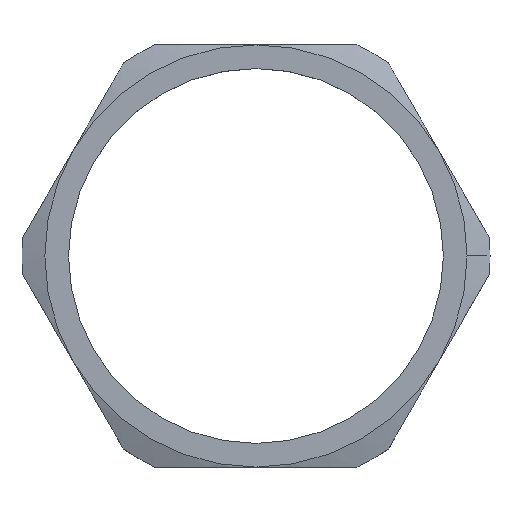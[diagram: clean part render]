
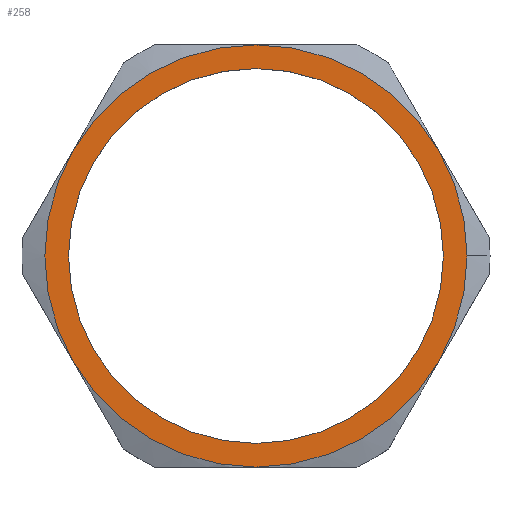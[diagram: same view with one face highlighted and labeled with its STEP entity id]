
A CAD part, top view. The second image highlights one B-rep face of the part: STEP entity #258.
In plain terms, the highlighted planar face has unit normal (0, 0, 1).
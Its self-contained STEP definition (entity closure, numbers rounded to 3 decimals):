
#1 = AXIS2_PLACEMENT_3D ( 'NONE', #385, #386, #387 ) ;
#2 = AXIS2_PLACEMENT_3D ( 'NONE', #370, #374, #375 ) ;
#5 = AXIS2_PLACEMENT_3D ( 'NONE', #382, #383, #384 ) ;
#6 = AXIS2_PLACEMENT_3D ( 'NONE', #379, #380, #381 ) ;
#10 = AXIS2_PLACEMENT_3D ( 'NONE', #376, #377, #378 ) ;
#13 = AXIS2_PLACEMENT_3D ( 'NONE', #349, #350, #351 ) ;
#15 = AXIS2_PLACEMENT_3D ( 'NONE', #343, #347, #348 ) ;
#38 = AXIS2_PLACEMENT_3D ( 'NONE', #499, #500, #501 ) ;
#48 = FACE_BOUND ( 'NONE', #724, .T. ) ;
#51 = FACE_OUTER_BOUND ( 'NONE', #718, .T. ) ;
#54 = AXIS2_PLACEMENT_3D ( 'NONE', #520, #521, #522 ) ;
#122 = AXIS2_PLACEMENT_3D ( 'NONE', #388, #389, #390 ) ;
#132 = CARTESIAN_POINT ( 'NONE',  ( 28.146, 16.25, 5.5 ) ) ;
#135 = CARTESIAN_POINT ( 'NONE',  ( 32.5, 0., 5.5 ) ) ;
#142 = CARTESIAN_POINT ( 'NONE',  ( 0., -32.5, 5.5 ) ) ;
#144 = CARTESIAN_POINT ( 'NONE',  ( 0., 32.5, 5.5 ) ) ;
#153 = CARTESIAN_POINT ( 'NONE',  ( -28.146, 16.25, 5.5 ) ) ;
#154 = CARTESIAN_POINT ( 'NONE',  ( 28.85, 0., 5.5 ) ) ;
#158 = CARTESIAN_POINT ( 'NONE',  ( -28.146, -16.25, 5.5 ) ) ;
#162 = CARTESIAN_POINT ( 'NONE',  ( -28.85, 0., 5.5 ) ) ;
#211 = EDGE_CURVE ( 'NONE', #775, #767, #261, .T. ) ;
#212 = EDGE_CURVE ( 'NONE', #748, #745, #340, .T. ) ;
#220 = EDGE_CURVE ( 'NONE', #767, #775, #305, .T. ) ;
#221 = EDGE_CURVE ( 'NONE', #742, #748, #268, .T. ) ;
#222 = EDGE_CURVE ( 'NONE', #745, #757, #306, .T. ) ;
#223 = EDGE_CURVE ( 'NONE', #757, #766, #307, .T. ) ;
#224 = EDGE_CURVE ( 'NONE', #766, #771, #310, .T. ) ;
#225 = EDGE_CURVE ( 'NONE', #771, #755, #309, .T. ) ;
#252 = EDGE_CURVE ( 'NONE', #755, #742, #308, .T. ) ;
#258 = ADVANCED_FACE ( 'NONE', ( #48, #51 ), #519, .T. ) ;
#261 = CIRCLE ( 'NONE', #15, 28.85 ) ;
#268 = CIRCLE ( 'NONE', #10, 32.5 ) ;
#305 = CIRCLE ( 'NONE', #2, 28.85 ) ;
#306 = CIRCLE ( 'NONE', #6, 32.5 ) ;
#307 = CIRCLE ( 'NONE', #5, 32.5 ) ;
#308 = CIRCLE ( 'NONE', #38, 32.5 ) ;
#309 = CIRCLE ( 'NONE', #122, 32.5 ) ;
#310 = CIRCLE ( 'NONE', #1, 32.5 ) ;
#340 = CIRCLE ( 'NONE', #13, 32.5 ) ;
#343 = CARTESIAN_POINT ( 'NONE',  ( 0., 0., 5.5 ) ) ;
#347 = DIRECTION ( 'NONE',  ( 0., 0., 1. ) ) ;
#348 = DIRECTION ( 'NONE',  ( 1., 0., 0. ) ) ;
#349 = CARTESIAN_POINT ( 'NONE',  ( 0., 0., 5.5 ) ) ;
#350 = DIRECTION ( 'NONE',  ( 0., 0., 1. ) ) ;
#351 = DIRECTION ( 'NONE',  ( 1., 0., 0. ) ) ;
#370 = CARTESIAN_POINT ( 'NONE',  ( 0., 0., 5.5 ) ) ;
#374 = DIRECTION ( 'NONE',  ( 0., 0., 1. ) ) ;
#375 = DIRECTION ( 'NONE',  ( 1., 0., 0. ) ) ;
#376 = CARTESIAN_POINT ( 'NONE',  ( 0., 0., 5.5 ) ) ;
#377 = DIRECTION ( 'NONE',  ( 0., 0., 1. ) ) ;
#378 = DIRECTION ( 'NONE',  ( 1., 0., 0. ) ) ;
#379 = CARTESIAN_POINT ( 'NONE',  ( 0., 0., 5.5 ) ) ;
#380 = DIRECTION ( 'NONE',  ( 0., 0., 1. ) ) ;
#381 = DIRECTION ( 'NONE',  ( 1., 0., 0. ) ) ;
#382 = CARTESIAN_POINT ( 'NONE',  ( 0., 0., 5.5 ) ) ;
#383 = DIRECTION ( 'NONE',  ( 0., 0., 1. ) ) ;
#384 = DIRECTION ( 'NONE',  ( 1., 0., 0. ) ) ;
#385 = CARTESIAN_POINT ( 'NONE',  ( 0., 0., 5.5 ) ) ;
#386 = DIRECTION ( 'NONE',  ( 0., 0., 1. ) ) ;
#387 = DIRECTION ( 'NONE',  ( 1., 0., 0. ) ) ;
#388 = CARTESIAN_POINT ( 'NONE',  ( 0., 0., 5.5 ) ) ;
#389 = DIRECTION ( 'NONE',  ( 0., 0., 1. ) ) ;
#390 = DIRECTION ( 'NONE',  ( 1., 0., 0. ) ) ;
#499 = CARTESIAN_POINT ( 'NONE',  ( 0., 0., 5.5 ) ) ;
#500 = DIRECTION ( 'NONE',  ( 0., 0., 1. ) ) ;
#501 = DIRECTION ( 'NONE',  ( 1., 0., 0. ) ) ;
#519 = PLANE ( 'NONE',  #54 ) ;
#520 = CARTESIAN_POINT ( 'NONE',  ( 0., 0., 5.5 ) ) ;
#521 = DIRECTION ( 'NONE',  ( 0., 0., 1. ) ) ;
#522 = DIRECTION ( 'NONE',  ( 1., 0., 0. ) ) ;
#630 = CARTESIAN_POINT ( 'NONE',  ( 28.146, -16.25, 5.5 ) ) ;
#707 = ORIENTED_EDGE ( 'NONE', *, *, #211, .F. ) ;
#708 = ORIENTED_EDGE ( 'NONE', *, *, #222, .T. ) ;
#709 = ORIENTED_EDGE ( 'NONE', *, *, #220, .F. ) ;
#710 = ORIENTED_EDGE ( 'NONE', *, *, #221, .T. ) ;
#711 = ORIENTED_EDGE ( 'NONE', *, *, #212, .T. ) ;
#712 = ORIENTED_EDGE ( 'NONE', *, *, #224, .T. ) ;
#713 = ORIENTED_EDGE ( 'NONE', *, *, #223, .T. ) ;
#714 = ORIENTED_EDGE ( 'NONE', *, *, #225, .T. ) ;
#715 = ORIENTED_EDGE ( 'NONE', *, *, #252, .T. ) ;
#718 = EDGE_LOOP ( 'NONE', ( #710, #711, #708, #713, #712, #714, #715 ) ) ;
#724 = EDGE_LOOP ( 'NONE', ( #707, #709 ) ) ;
#742 = VERTEX_POINT ( 'NONE', #630 ) ;
#745 = VERTEX_POINT ( 'NONE', #132 ) ;
#748 = VERTEX_POINT ( 'NONE', #135 ) ;
#755 = VERTEX_POINT ( 'NONE', #142 ) ;
#757 = VERTEX_POINT ( 'NONE', #144 ) ;
#766 = VERTEX_POINT ( 'NONE', #153 ) ;
#767 = VERTEX_POINT ( 'NONE', #154 ) ;
#771 = VERTEX_POINT ( 'NONE', #158 ) ;
#775 = VERTEX_POINT ( 'NONE', #162 ) ;
